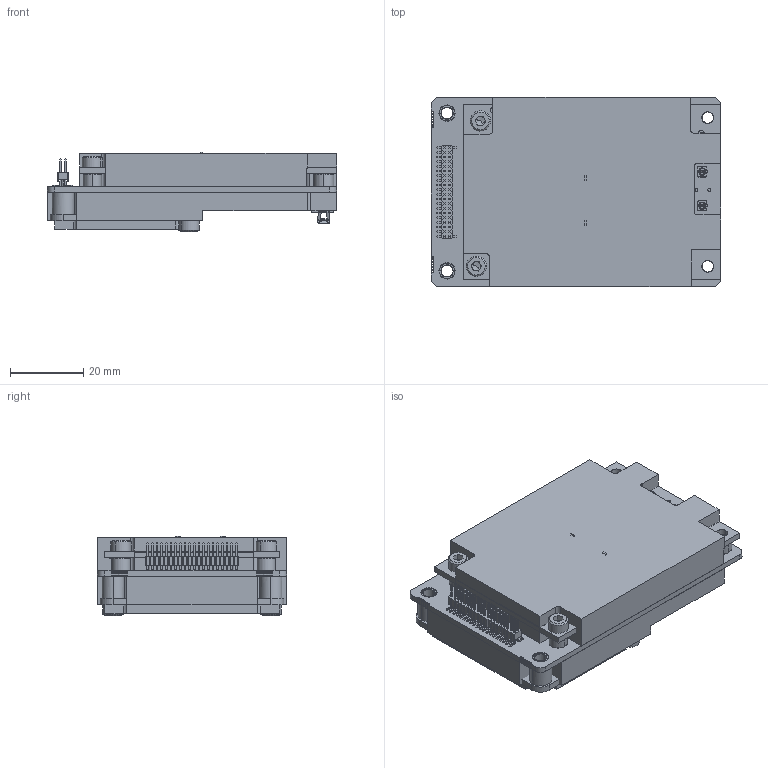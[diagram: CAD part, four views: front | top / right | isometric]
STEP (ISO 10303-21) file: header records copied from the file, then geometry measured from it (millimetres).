
FILE_DESCRIPTION (( 'STEP AP214' ), '1' );
FILE_NAME ('ASM-QUANTA-E2.STEP', '2023-02-14T14:56:10', ( '' ), ( '' ), 'SwSTEP 2.0', 'SolidWorks 2022', '' );
FILE_SCHEMA (( 'AUTOMOTIVE_DESIGN' ));
Length unit declared in the file: millimetre
Products named in the file (1): ASM-QUANTA-E2
Bounding box: 78.75 x 51.5 x 21.64 mm (x, y, z)
Surface area: 40329.6 mm2 (no closed solid volume)
Topology: 0 solids, 105 shells, 1121 faces, 4323 edges, 3047 vertices
Faces by surface type: plane 840, cylinder 207, cone 27, torus 18, sphere 16, bspline 13
Entity records: 61613 total; most frequent: CARTESIAN_POINT 19356, ORIENTED_EDGE 6466, EDGE_CURVE 4299, DIRECTION 4292, VERTEX_POINT 3047, B_SPLINE_CURVE_WITH_KNOTS 2829, AXIS2_PLACEMENT_3D 1713, EDGE_LOOP 1287
